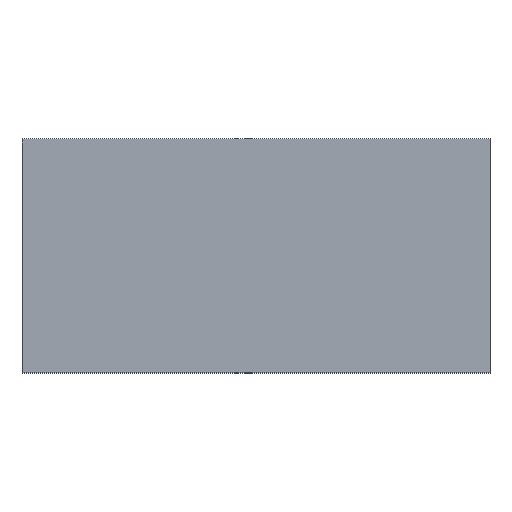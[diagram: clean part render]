
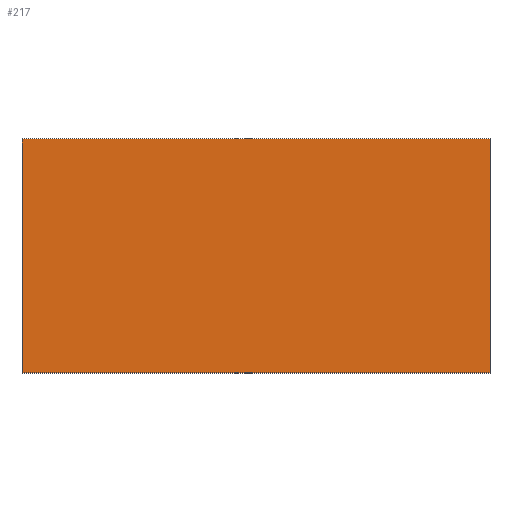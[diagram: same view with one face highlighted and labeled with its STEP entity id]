
A CAD part, top view. The second image highlights one B-rep face of the part: STEP entity #217.
In plain terms, the highlighted free-form (B-spline) face has degree [1, 1] with [2, 2] control points.
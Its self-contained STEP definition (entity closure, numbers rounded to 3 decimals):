
#146=CARTESIAN_POINT('V11',(-47.497,-26.272,
   0.8));
#147=VERTEX_POINT('V11',#146);
#153=CARTESIAN_POINT('V7',(-47.497,-15.272,
   0.8));
#154=VERTEX_POINT('V7',#153);
#155=CARTESIAN_POINT('E11',(-47.497,-26.272,
   0.8));
#156=CARTESIAN_POINT('E11',(-47.497,-15.272,
   0.8));
#157=B_SPLINE_CURVE_WITH_KNOTS('E11',1,(#155,#156),.POLYLINE_FORM.,
   .F.,.U.,(2,2),(0.0,13.75),.UNSPECIFIED.);
#158=EDGE_CURVE('E11',#147,#154,#157,.T.);
#181=CARTESIAN_POINT('V3',(-25.497,-15.272,
   0.8));
#182=VERTEX_POINT('V3',#181);
#183=CARTESIAN_POINT('E7',(-47.497,-15.272,
   0.8));
#184=CARTESIAN_POINT('E7',(-25.497,-15.272,
   0.8));
#185=B_SPLINE_CURVE_WITH_KNOTS('E7',1,(#183,#184),.POLYLINE_FORM.,
   .F.,.U.,(2,2),(0.0,27.5),.UNSPECIFIED.);
#186=EDGE_CURVE('E7',#154,#182,#185,.T.);
#196=CARTESIAN_POINT('F5',(-48.597,-26.822,
   0.8));
#197=CARTESIAN_POINT('F5',(-24.397,-26.822,
   0.8));
#198=CARTESIAN_POINT('F5',(-48.597,-14.722,
   0.8));
#199=CARTESIAN_POINT('F5',(-24.397,-14.722,
   0.8));
#200=QUASI_UNIFORM_SURFACE('F5',1,1,((#196,#198),(#197,#199)),
   .PLANE_SURF.,.F.,.F.,.U.);
#201=CARTESIAN_POINT('V4',(-25.497,-26.272,
   0.8));
#202=VERTEX_POINT('V4',#201);
#203=CARTESIAN_POINT('E15',(-25.497,-26.272,
   0.8));
#204=CARTESIAN_POINT('E15',(-47.497,-26.272,
   0.8));
#205=B_SPLINE_CURVE_WITH_KNOTS('E15',1,(#203,#204),.POLYLINE_FORM.,
   .F.,.U.,(2,2),(0.0,27.5),.UNSPECIFIED.);
#206=EDGE_CURVE('E15',#202,#147,#205,.T.);
#207=ORIENTED_EDGE('E15',*,*,#206,.F.);
#208=CARTESIAN_POINT('E3',(-25.497,-15.272,
   0.8));
#209=CARTESIAN_POINT('E3',(-25.497,-26.272,
   0.8));
#210=B_SPLINE_CURVE_WITH_KNOTS('E3',1,(#208,#209),.POLYLINE_FORM.,
   .F.,.U.,(2,2),(0.0,13.75),.UNSPECIFIED.);
#211=EDGE_CURVE('E3',#182,#202,#210,.T.);
#212=ORIENTED_EDGE('E3',*,*,#211,.F.);
#213=ORIENTED_EDGE('E7',*,*,#186,.F.);
#214=ORIENTED_EDGE('E11',*,*,#158,.F.);
#215=EDGE_LOOP('F5',(#207,#212,#213,#214));
#216=FACE_OUTER_BOUND('F5',#215,.T.);
#217=ADVANCED_FACE('F5',(#216),#200,.T.);
